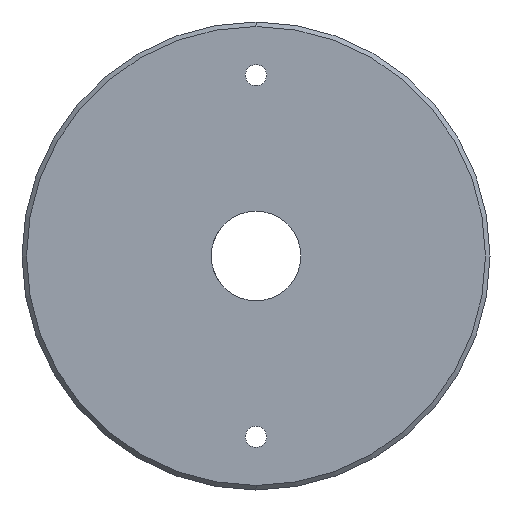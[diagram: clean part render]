
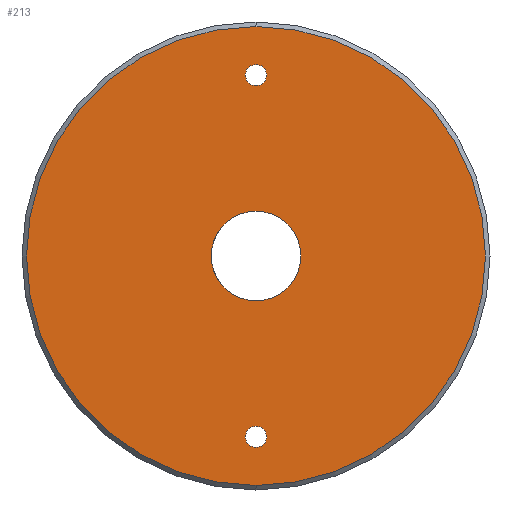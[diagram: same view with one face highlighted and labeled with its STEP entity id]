
A CAD part, left-side view. The second image highlights one B-rep face of the part: STEP entity #213.
In plain terms, the highlighted planar face has unit normal (-1, 0, 0).
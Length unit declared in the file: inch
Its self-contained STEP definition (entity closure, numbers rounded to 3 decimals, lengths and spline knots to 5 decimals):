
#8 = DIRECTION ( 'NONE',  ( -1., 0., 0. ) ) ;
#41 = DIRECTION ( 'NONE',  ( -1., 0., 0. ) ) ;
#51 = CARTESIAN_POINT ( 'NONE',  ( 0., 0., -0.5075 ) ) ;
#52 = CARTESIAN_POINT ( 'NONE',  ( 0., 0., -0.4 ) ) ;
#53 = DIRECTION ( 'NONE',  ( -1., 0., 0. ) ) ;
#57 = CARTESIAN_POINT ( 'NONE',  ( 0., 0., 0.5075 ) ) ;
#58 = DIRECTION ( 'NONE',  ( 0., 0., 1. ) ) ;
#62 = CARTESIAN_POINT ( 'NONE',  ( 0., 0., 0. ) ) ;
#63 = CARTESIAN_POINT ( 'NONE',  ( 0., 0., -0.09905 ) ) ;
#77 = CARTESIAN_POINT ( 'NONE',  ( 0., 0., 0.3765 ) ) ;
#82 = CARTESIAN_POINT ( 'NONE',  ( 0., 0., -0.4235 ) ) ;
#84 = CARTESIAN_POINT ( 'NONE',  ( 0., 0., 0.09905 ) ) ;
#89 = CARTESIAN_POINT ( 'NONE',  ( 0., 0., 0.4235 ) ) ;
#96 = CARTESIAN_POINT ( 'NONE',  ( 0., 0., -0.3765 ) ) ;
#118 = CARTESIAN_POINT ( 'NONE',  ( 0., 0., 0. ) ) ;
#152 = DIRECTION ( 'NONE',  ( -1., 0., 0. ) ) ;
#160 = CARTESIAN_POINT ( 'NONE',  ( 0., 0., 0. ) ) ;
#164 = DIRECTION ( 'NONE',  ( 0., 0., 1. ) ) ;
#180 = DIRECTION ( 'NONE',  ( 0., 0., 1. ) ) ;
#193 = DIRECTION ( 'NONE',  ( 0., 0., 1. ) ) ;
#213 = ADVANCED_FACE ( 'NONE', ( #661, #689, #813, #985 ), #320, .T. ) ;
#273 = DIRECTION ( 'NONE',  ( 0., 0., 1. ) ) ;
#288 = CARTESIAN_POINT ( 'NONE',  ( 0., 0., 0. ) ) ;
#320 = PLANE ( 'NONE',  #548 ) ;
#328 = DIRECTION ( 'NONE',  ( -1., 0., 0. ) ) ;
#337 = DIRECTION ( 'NONE',  ( -1., 0., 0. ) ) ;
#342 = DIRECTION ( 'NONE',  ( -1., 0., 0. ) ) ;
#357 = CARTESIAN_POINT ( 'NONE',  ( 0., 0., 0. ) ) ;
#360 = DIRECTION ( 'NONE',  ( 0., 0., 1. ) ) ;
#378 = DIRECTION ( 'NONE',  ( -1., 0., 0. ) ) ;
#381 = DIRECTION ( 'NONE',  ( 0., 0., 1. ) ) ;
#384 = CARTESIAN_POINT ( 'NONE',  ( 0., 0., -0.4 ) ) ;
#405 = DIRECTION ( 'NONE',  ( -1., 0., 0. ) ) ;
#426 = DIRECTION ( 'NONE',  ( 0., 0., 1. ) ) ;
#430 = CARTESIAN_POINT ( 'NONE',  ( 0., 0., 0.4 ) ) ;
#437 = CARTESIAN_POINT ( 'NONE',  ( 0., 0., 0.4 ) ) ;
#462 = DIRECTION ( 'NONE',  ( 0., 0., 1. ) ) ;
#485 = EDGE_CURVE ( 'NONE', #851, #948, #681, .T. ) ;
#489 = AXIS2_PLACEMENT_3D ( 'NONE', #52, #41, #164 ) ;
#492 = AXIS2_PLACEMENT_3D ( 'NONE', #160, #8, #193 ) ;
#494 = EDGE_CURVE ( 'NONE', #776, #745, #942, .T. ) ;
#496 = AXIS2_PLACEMENT_3D ( 'NONE', #118, #152, #58 ) ;
#499 = AXIS2_PLACEMENT_3D ( 'NONE', #62, #53, #180 ) ;
#507 = AXIS2_PLACEMENT_3D ( 'NONE', #384, #342, #381 ) ;
#531 = AXIS2_PLACEMENT_3D ( 'NONE', #430, #378, #360 ) ;
#548 = AXIS2_PLACEMENT_3D ( 'NONE', #288, #405, #462 ) ;
#554 = AXIS2_PLACEMENT_3D ( 'NONE', #437, #337, #426 ) ;
#557 = EDGE_CURVE ( 'NONE', #948, #851, #697, .T. ) ;
#571 = EDGE_CURVE ( 'NONE', #639, #864, #986, .T. ) ;
#584 = AXIS2_PLACEMENT_3D ( 'NONE', #357, #328, #273 ) ;
#599 = EDGE_CURVE ( 'NONE', #725, #927, #829, .T. ) ;
#604 = EDGE_CURVE ( 'NONE', #745, #776, #810, .T. ) ;
#612 = EDGE_CURVE ( 'NONE', #864, #639, #884, .T. ) ;
#615 = EDGE_CURVE ( 'NONE', #927, #725, #714, .T. ) ;
#639 = VERTEX_POINT ( 'NONE', #82 ) ;
#659 = ORIENTED_EDGE ( 'NONE', *, *, #571, .F. ) ;
#661 = FACE_BOUND ( 'NONE', #803, .T. ) ;
#672 = EDGE_LOOP ( 'NONE', ( #908, #1008 ) ) ;
#681 = CIRCLE ( 'NONE', #531, 0.0235 ) ;
#686 = EDGE_LOOP ( 'NONE', ( #893, #659 ) ) ;
#689 = FACE_BOUND ( 'NONE', #686, .T. ) ;
#697 = CIRCLE ( 'NONE', #554, 0.0235 ) ;
#706 = ORIENTED_EDGE ( 'NONE', *, *, #485, .F. ) ;
#714 = CIRCLE ( 'NONE', #499, 0.5075 ) ;
#725 = VERTEX_POINT ( 'NONE', #57 ) ;
#745 = VERTEX_POINT ( 'NONE', #63 ) ;
#776 = VERTEX_POINT ( 'NONE', #84 ) ;
#798 = ORIENTED_EDGE ( 'NONE', *, *, #604, .F. ) ;
#803 = EDGE_LOOP ( 'NONE', ( #706, #881 ) ) ;
#810 = CIRCLE ( 'NONE', #492, 0.09905 ) ;
#813 = FACE_OUTER_BOUND ( 'NONE', #672, .T. ) ;
#829 = CIRCLE ( 'NONE', #496, 0.5075 ) ;
#851 = VERTEX_POINT ( 'NONE', #89 ) ;
#854 = ORIENTED_EDGE ( 'NONE', *, *, #494, .F. ) ;
#861 = EDGE_LOOP ( 'NONE', ( #854, #798 ) ) ;
#864 = VERTEX_POINT ( 'NONE', #96 ) ;
#881 = ORIENTED_EDGE ( 'NONE', *, *, #557, .F. ) ;
#884 = CIRCLE ( 'NONE', #489, 0.0235 ) ;
#893 = ORIENTED_EDGE ( 'NONE', *, *, #612, .F. ) ;
#908 = ORIENTED_EDGE ( 'NONE', *, *, #615, .T. ) ;
#927 = VERTEX_POINT ( 'NONE', #51 ) ;
#942 = CIRCLE ( 'NONE', #584, 0.09905 ) ;
#948 = VERTEX_POINT ( 'NONE', #77 ) ;
#985 = FACE_BOUND ( 'NONE', #861, .T. ) ;
#986 = CIRCLE ( 'NONE', #507, 0.0235 ) ;
#1008 = ORIENTED_EDGE ( 'NONE', *, *, #599, .T. ) ;
